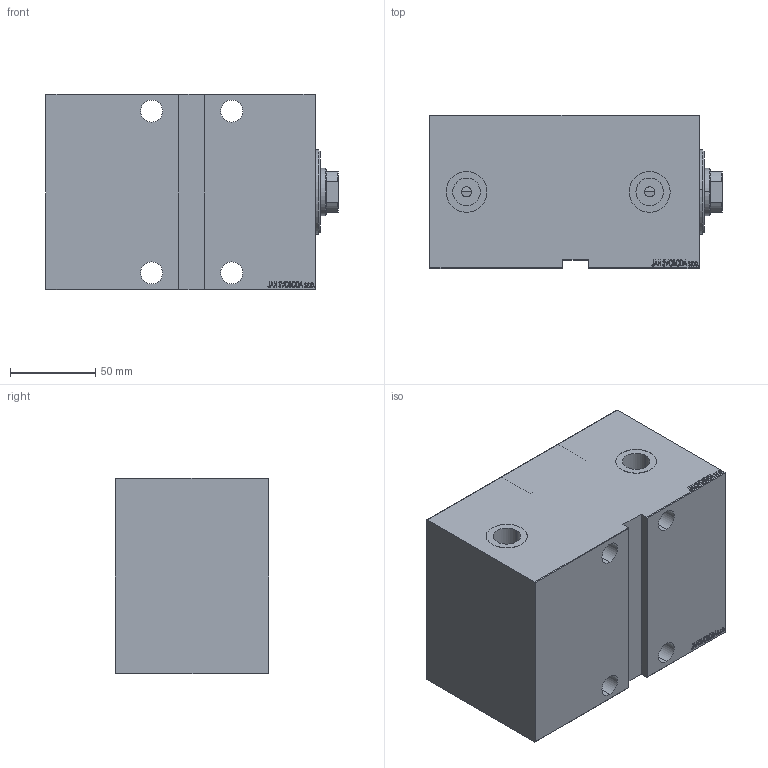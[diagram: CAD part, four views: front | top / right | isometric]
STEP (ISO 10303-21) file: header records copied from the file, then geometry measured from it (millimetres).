
FILE_DESCRIPTION (( 'STEP AP203' ), '1' );
FILE_NAME ('15d2.STEP', '2024-02-13T10:12:37', ( '' ), ( '' ), 'SwSTEP 2.0', 'SolidWorks 2019', '' );
FILE_SCHEMA (( 'CONFIG_CONTROL_DESIGN' ));
Length unit declared in the file: millimetre
Products named in the file (5): Zatka_OIL_PORT a35dc9ccc4db56d6d338a5da464a4f61; V450CM_VC_G a35dc9ccc4db56d6d338a5da464a4f61; 15d2; V450CM_G_Body a35dc9ccc4db56d6d338a5da464a4f61; V450CM_G_VCP a35dc9ccc4db56d6d338a5da464a4f61
Assembly tree (5 placements, depth 2):
  15d2
    V450CM_G_Body a35dc9ccc4db56d6d338a5da464a4f61
    V450CM_G_VCP a35dc9ccc4db56d6d338a5da464a4f61
    V450CM_VC_G a35dc9ccc4db56d6d338a5da464a4f61
    Zatka_OIL_PORT a35dc9ccc4db56d6d338a5da464a4f61  x2
Bounding box: 171.5 x 90 x 115 mm (x, y, z)
Volume: 1342745.3 mm3; surface area: 171515.2 mm2
Topology: 5 solids, 5 shells, 894 faces, 2284 edges, 1509 vertices
Faces by surface type: plane 440, bspline 380, cylinder 56, cone 18
Entity records: 43913 total; most frequent: CARTESIAN_POINT 24598, ORIENTED_EDGE 4484, DIRECTION 2598, EDGE_CURVE 2242, VERTEX_POINT 1485, LINE 1348, VECTOR 1348, EDGE_LOOP 999
